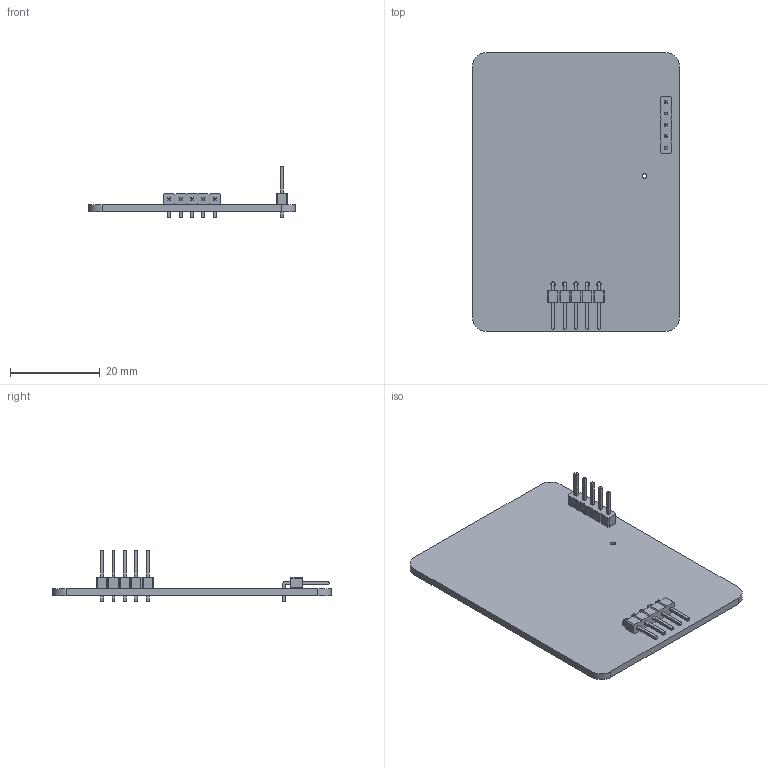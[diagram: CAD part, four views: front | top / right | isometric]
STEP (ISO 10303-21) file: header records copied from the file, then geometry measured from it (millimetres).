
FILE_DESCRIPTION(('KiCad electronic assembly'),'2;1');
FILE_NAME('Stop_BBM_3PIC.step','2022-06-23T12:39:35',('An Author'),( 'A Company'),'Open CASCADE STEP processor 6.9', 'KiCad to STEP converter','Unknown');
FILE_SCHEMA(('AUTOMOTIVE_DESIGN { 1 0 10303 214 1 1 1 1 }'));
Length unit declared in the file: millimetre
Products named in the file (6): Open CASCADE STEP translator 6.9 1; PinHeader_1x05_P2.54mm_Horizontal; SOLID; PinHeader_1x05_P2.54mm_Vertical; COMPOUND
Assembly tree (5 placements, depth 3):
  Open CASCADE STEP translator 6.9 1
    PinHeader_1x05_P2.54mm_Horizontal
      SOLID
    PinHeader_1x05_P2.54mm_Vertical
      SOLID
    COMPOUND
Bounding box: 46 x 62 x 11.54 mm (x, y, z)
Volume: 4739.3 mm3; surface area: 6609.2 mm2
Topology: 3 solids, 3 shells, 284 faces, 694 edges, 436 vertices
Faces by surface type: plane 264, cylinder 20
Full cylindrical faces by diameter (mm): 1 x11
Entity records: 19124 total; most frequent: CARTESIAN_POINT 2808, DIRECTION 2702, LINE 2002, VECTOR 2002, ORIENTED_EDGE 1388, PCURVE 1388, DEFINITIONAL_REPRESENTATION 1388, EDGE_CURVE 694
